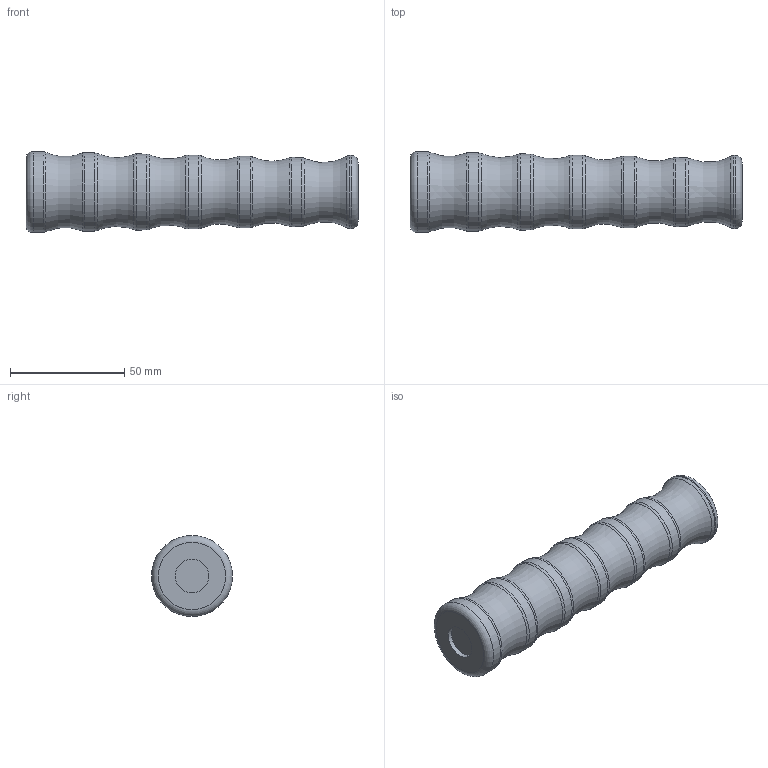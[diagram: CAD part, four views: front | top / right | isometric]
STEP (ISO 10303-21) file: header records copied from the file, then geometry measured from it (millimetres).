
FILE_DESCRIPTION(/* description */ ('Unknown'),/* implementation_level */ '2;1');
FILE_NAME(/* name */ '308605_Knickschutz_NW8_schwarz_17_08_2023',/* time_stamp */ '2023-08-17T13:41:00+02:00',/* author */ ('Unknown'),/* organization */ ('Unknown'),/* preprocessor_version */ 'ST-DEVELOPER v18.104',/* originating_system */ 'Solid Edge',/* authorisation */ 'Unknown');
FILE_SCHEMA (('AUTOMOTIVE_DESIGN {1 0 10303 214 3 1 1}'));
Length unit declared in the file: millimetre
Products named in the file (1): 10523_308605_Knickschutz_NW8_schwarz_00152302
Bounding box: 145 x 35.36 x 35.36 mm (x, y, z)
Volume: 104469 mm3; surface area: 16183.6 mm2
Topology: 1 solids, 1 shells, 33 faces, 75 edges, 46 vertices
Faces by surface type: torus 20, cone 7, plane 4, cylinder 2
Full cylindrical faces by diameter (mm): 14.6 x1, 32 x1
Entity records: 684 total; most frequent: DIRECTION 132, CARTESIAN_POINT 98, AXIS2_PLACEMENT_3D 66, ORIENTED_EDGE 64, EDGE_LOOP 64, FACE_BOUND 64, ADVANCED_FACE 33, EDGE_CURVE 32
